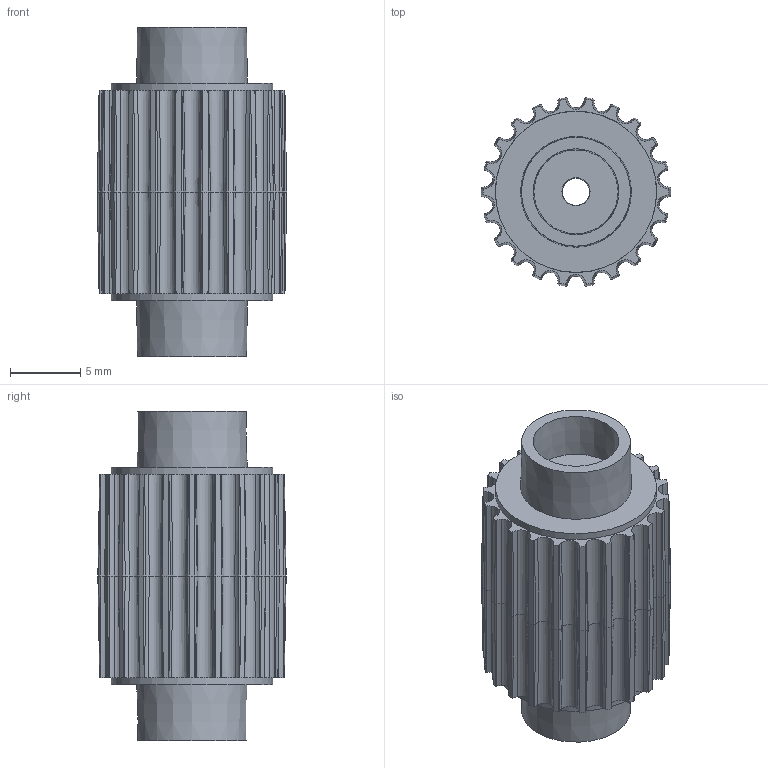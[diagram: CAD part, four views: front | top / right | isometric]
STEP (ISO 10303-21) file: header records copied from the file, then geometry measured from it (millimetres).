
FILE_DESCRIPTION(/* description */ ('STEP AP242','CAx-IF Rec.Pracs.---Representation and Presentation of Product Manufacturing Information (PMI)---4.0---2014-10-13','CAx-IF Rec.Pracs.---3D Tessellated Geometry---0.4---2014-09-14','2;1'),/* implementation_level */ '2;1');
FILE_NAME(/* name */ '68dac6d982fecc48d7959bfd',/* time_stamp */ '2025-09-29T17:50:18Z',/* author */ (''),/* organization */ (''),/* preprocessor_version */ 'ST-DEVELOPER v20',/* originating_system */ 'ONSHAPE BY PTC INC, 1.204',/* authorisation */ ' ');
FILE_SCHEMA (('AP242_MANAGED_MODEL_BASED_3D_ENGINEERING_MIM_LF { 1 0 10303 442 1 1 4 }'));
Length unit declared in the file: metre
Products named in the file (1): roller
Bounding box: 13.5 x 13.41 x 23.5 mm (x, y, z)
Volume: 1693.8 mm3; surface area: 1712 mm2
Topology: 1 solids, 1 shells, 279 faces, 687 edges, 416 vertices
Faces by surface type: cone 271, plane 8
Entity records: 8240 total; most frequent: DIRECTION 1644, CARTESIAN_POINT 1364, ORIENTED_EDGE 1348, AXIS2_PLACEMENT_3D 690, EDGE_CURVE 674, VERTEX_POINT 410, CIRCLE 410, EDGE_LOOP 294
